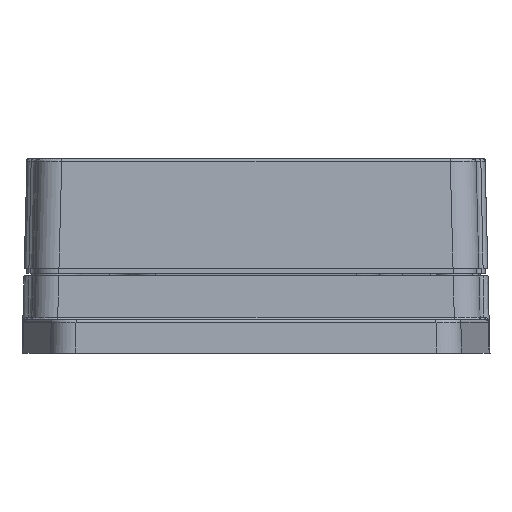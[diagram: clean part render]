
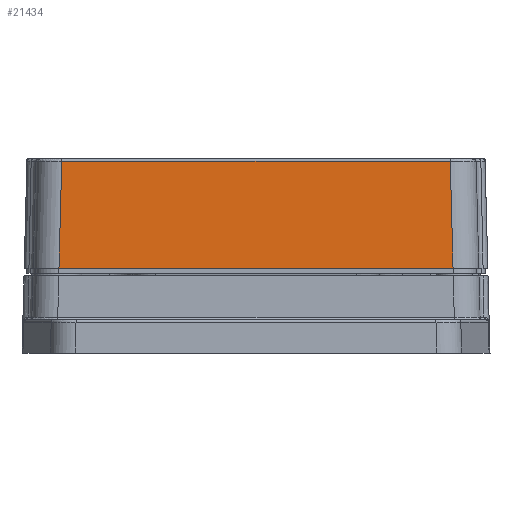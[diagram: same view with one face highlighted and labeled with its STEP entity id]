
A CAD part, left-side view. The second image highlights one B-rep face of the part: STEP entity #21434.
In plain terms, the highlighted face is planar.
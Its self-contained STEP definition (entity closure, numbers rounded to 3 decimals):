
#3222=FACE_OUTER_BOUND('',#4593,.T.);
#4593=EDGE_LOOP('',(#19225,#19226,#19227,#19228));
#6182=LINE('',#37717,#8038);
#6462=LINE('',#40181,#8318);
#6464=LINE('',#40187,#8320);
#6465=LINE('',#40188,#8321);
#8038=VECTOR('',#27931,76.451);
#8318=VECTOR('',#28971,20.727);
#8320=VECTOR('',#28977,20.727);
#8321=VECTOR('',#28978,75.366);
#9954=VERTEX_POINT('',#37714);
#9955=VERTEX_POINT('',#37716);
#10308=VERTEX_POINT('',#40180);
#10310=VERTEX_POINT('',#40186);
#12782=EDGE_CURVE('',#9955,#9954,#6182,.T.);
#13318=EDGE_CURVE('',#9955,#10308,#6462,.T.);
#13321=EDGE_CURVE('',#10310,#9954,#6464,.T.);
#13322=EDGE_CURVE('',#10308,#10310,#6465,.T.);
#19225=ORIENTED_EDGE('',*,*,#12782,.T.);
#19226=ORIENTED_EDGE('',*,*,#13321,.F.);
#19227=ORIENTED_EDGE('',*,*,#13322,.F.);
#19228=ORIENTED_EDGE('',*,*,#13318,.F.);
#20263=PLANE('',#23398);
#21434=ADVANCED_FACE('',(#3222),#20263,.T.);
#23398=AXIS2_PLACEMENT_3D('',#40185,#28975,#28976);
#27931=DIRECTION('',(0.,-1.,0.));
#28971=DIRECTION('',(-0.026,-0.026,-0.999));
#28975=DIRECTION('center_axis',(1.,0.,-0.026));
#28976=DIRECTION('ref_axis',(0.,-1.,0.));
#28977=DIRECTION('',(0.026,-0.026,0.999));
#28978=DIRECTION('',(0.,-1.,0.));
#37714=CARTESIAN_POINT('',(147.25,-71.099,-1.));
#37716=CARTESIAN_POINT('',(147.25,5.352,-1.));
#37717=CARTESIAN_POINT('',(147.25,-55.373,-1.));
#40180=CARTESIAN_POINT('',(146.707,4.81,-21.713));
#40181=CARTESIAN_POINT('',(147.219,5.321,-2.177));
#40185=CARTESIAN_POINT('Origin',(147.276,-77.873,0.));
#40186=CARTESIAN_POINT('',(146.707,-70.556,-21.713));
#40187=CARTESIAN_POINT('',(147.281,-71.13,0.176));
#40188=CARTESIAN_POINT('',(146.707,-55.373,-21.713));
